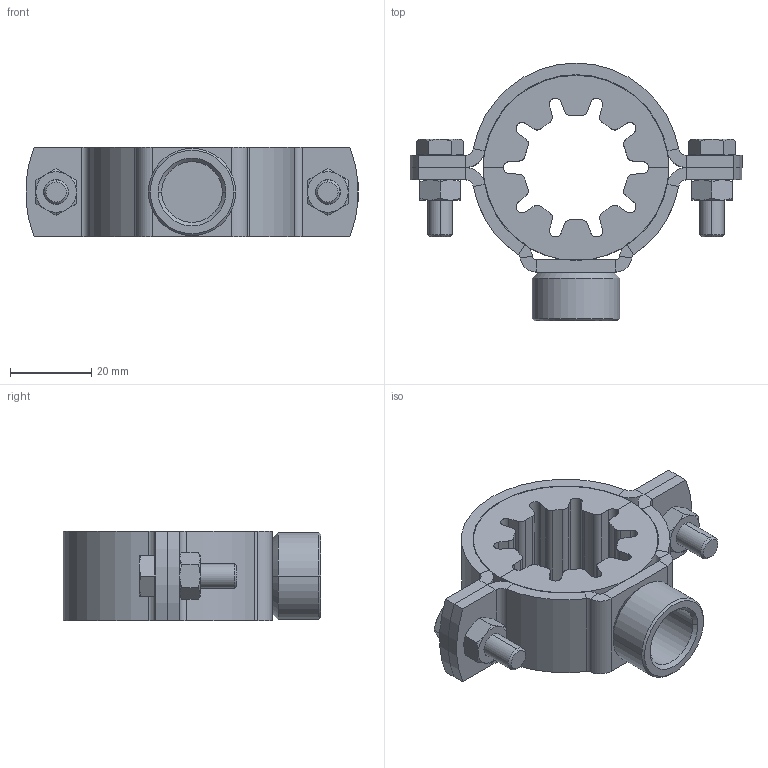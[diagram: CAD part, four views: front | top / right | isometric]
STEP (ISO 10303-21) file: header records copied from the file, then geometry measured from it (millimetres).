
FILE_DESCRIPTION (( 'STEP AP214' ), '1' );
FILE_NAME ('51.822K.STEP', '2024-03-25T13:36:45', ( '' ), ( '' ), 'SwSTEP 2.0', 'SolidWorks 2023', '' );
FILE_SCHEMA (( 'AUTOMOTIVE_DESIGN' ));
Length unit declared in the file: millimetre
Products named in the file (1): 51.822K
Bounding box: 81.83 x 63.5 x 22 mm (x, y, z)
Surface area: 18999.6 mm2 (no closed solid volume)
Topology: 0 solids, 13 shells, 218 faces, 560 edges, 346 vertices
Faces by surface type: plane 93, cylinder 87, cone 38
Entity records: 6724 total; most frequent: CARTESIAN_POINT 1433, DIRECTION 1168, ORIENTED_EDGE 1024, EDGE_CURVE 560, AXIS2_PLACEMENT_3D 449, VERTEX_POINT 346, VECTOR 270, LINE 270
